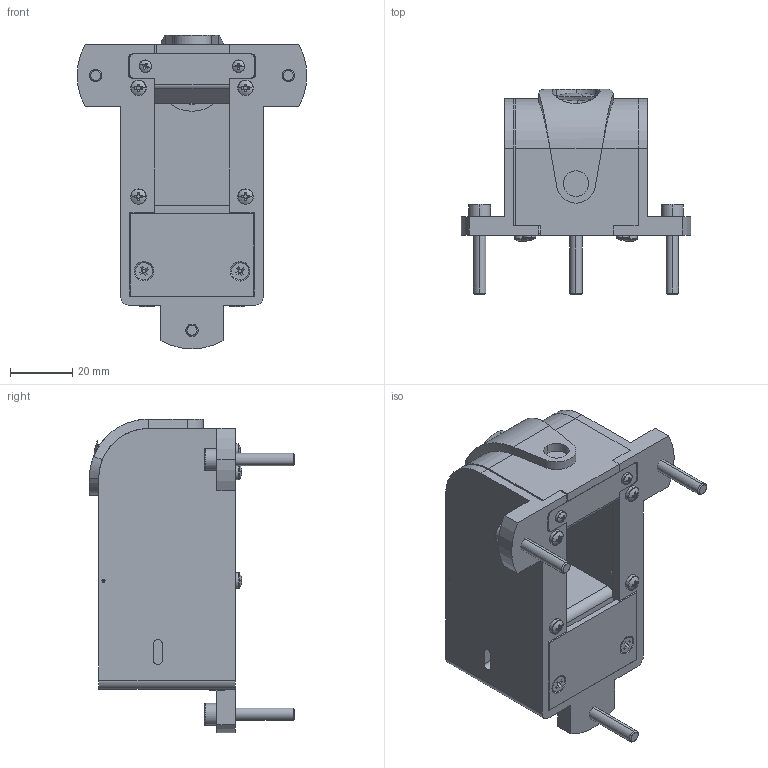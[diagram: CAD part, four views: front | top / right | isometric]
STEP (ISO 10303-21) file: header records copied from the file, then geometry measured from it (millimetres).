
FILE_DESCRIPTION (( 'STEP AP214' ), '1' );
FILE_NAME ('STM_shroud.STEP', '2017-08-21T06:29:39', ( 'Sidh Singh' ), ( '' ), 'SwSTEP 2.0', 'SolidWorks 2012', '' );
FILE_SCHEMA (( 'AUTOMOTIVE_DESIGN' ));
Length unit declared in the file: millimetre
Products named in the file (1): STM_shroud
Bounding box: 74 x 66 x 101 mm (x, y, z)
Surface area: 34817.8 mm2 (no closed solid volume)
Topology: 0 solids, 32 shells, 355 faces, 1192 edges, 843 vertices
Faces by surface type: plane 192, cylinder 81, cone 43, torus 22, sphere 12, bspline 5
Entity records: 17502 total; most frequent: CARTESIAN_POINT 3431, DIRECTION 2186, ORIENTED_EDGE 1863, EDGE_CURVE 1182, VERTEX_POINT 843, AXIS2_PLACEMENT_3D 794, VECTOR 598, LINE 598
